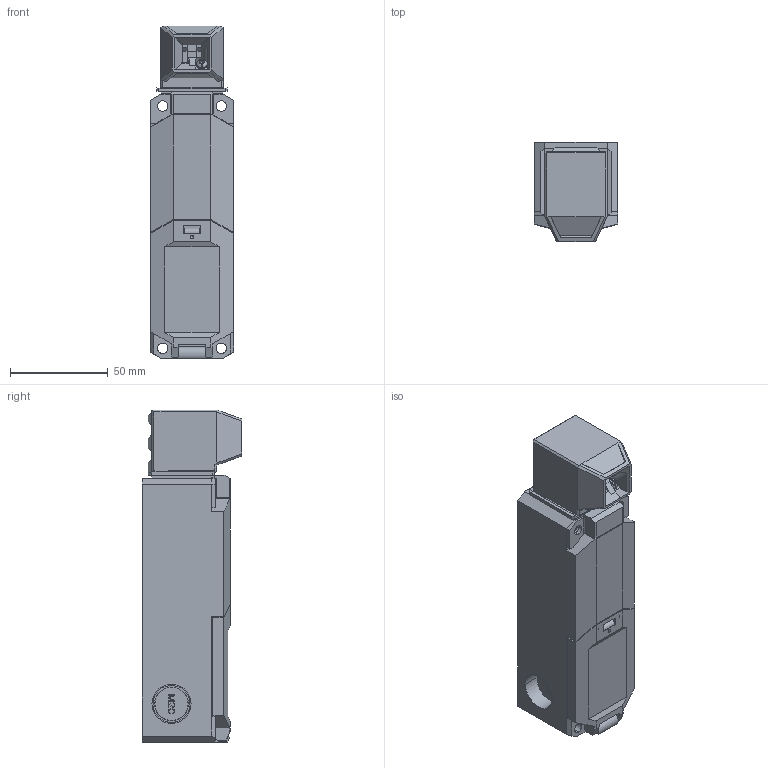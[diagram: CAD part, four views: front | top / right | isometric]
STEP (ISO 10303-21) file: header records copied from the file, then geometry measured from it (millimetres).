
FILE_DESCRIPTION((''),'2;1');
FILE_NAME('SLK_OHNE_BET_ASM','2009-02-20T',('K.Falk'),(''),'PRO/ENGINEER BY PARAMETRIC TECHNOLOGY CORPORATION, 2005070','PRO/ENGINEER BY PARAMETRIC TECHNOLOGY CORPORATION, 2005070','');
FILE_SCHEMA(('AUTOMOTIVE_DESIGN_CC2 { 1 2 10303 214 -1 1 5 2 }'));
Length unit declared in the file: millimetre
Products named in the file (14): 3505900549; 3515900356; 3332300484; 3911702188_ASM; 3505900626; 3515900496; 2640000071_D18_2; 3515900449; 3535900095; 3333300481; 3013961105; 3505900540; 2607049447; SLK_OHNE_BET_ASM
Assembly tree (15 placements, depth 3):
  SLK_OHNE_BET_ASM
    3505900549
    3911702188_ASM
      3515900356
      3332300484
    3505900626
    3515900496
    2640000071_D18_2
    3515900449
    3535900095  x2
    3333300481  x2
    3013961105
    3505900540
    2607049447
Bounding box: 42.5 x 51 x 170 mm (x, y, z)
Volume: 124221.2 mm3; surface area: 101711.4 mm2
Topology: 14 solids, 18 shells, 2176 faces, 5846 edges, 3772 vertices
Faces by surface type: plane 1636, cylinder 389, cone 63, torus 59, sphere 24, bspline 5
Entity records: 83816 total; most frequent: CARTESIAN_POINT 12115, ORIENTED_EDGE 11440, DIRECTION 10866, PRESENTATION_STYLE_ASSIGNMENT 5744, STYLED_ITEM 5744, CURVE_STYLE 5728, EDGE_CURVE 5728, VECTOR 4746
